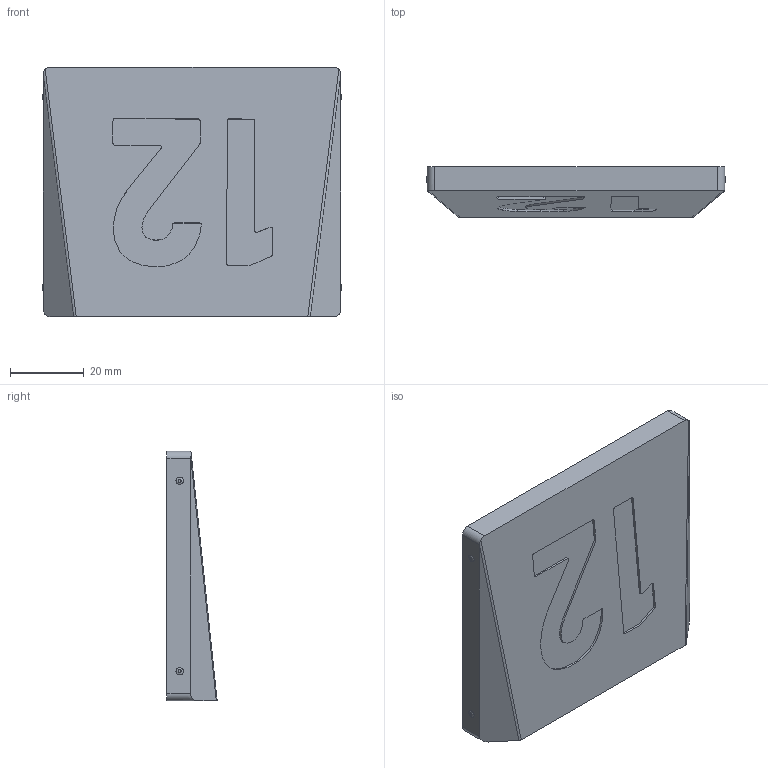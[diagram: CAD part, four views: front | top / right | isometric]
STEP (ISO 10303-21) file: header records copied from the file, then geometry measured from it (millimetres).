
FILE_DESCRIPTION(/* description */ (''),/* implementation_level */ '2;1');
FILE_NAME(/* name */ 'bottom.step',/* time_stamp */ '2021-09-30T18:25:32+02:00',/* author */ (''),/* organization */ (''),/* preprocessor_version */ 'ST-DEVELOPER v18.1',/* originating_system */ 'Autodesk Translation Framework v10.10.0.1391',/* authorisation */ '');
FILE_SCHEMA (('AUTOMOTIVE_DESIGN { 1 0 10303 214 3 1 1 }'));
Length unit declared in the file: millimetre
Products named in the file (1): bottom
Bounding box: 81.2 x 13.65 x 67.75 mm (x, y, z)
Volume: 28537.1 mm3; surface area: 15087.7 mm2
Topology: 1 solids, 1 shells, 88 faces, 240 edges, 160 vertices
Faces by surface type: plane 40, cylinder 28, bspline 20
Entity records: 3132 total; most frequent: CARTESIAN_POINT 929, ORIENTED_EDGE 480, DIRECTION 408, EDGE_CURVE 240, VERTEX_POINT 160, AXIS2_PLACEMENT_3D 137, LINE 134, VECTOR 134
